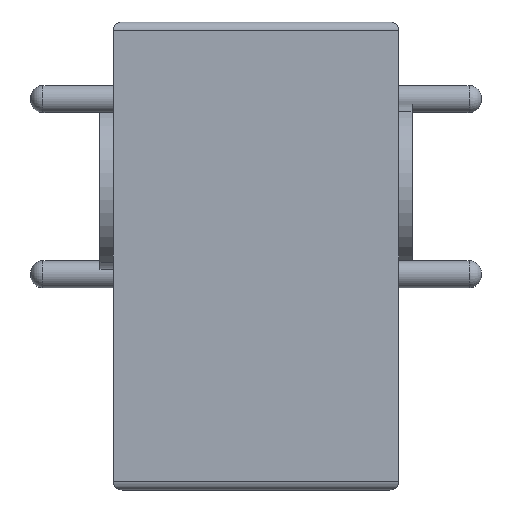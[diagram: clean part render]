
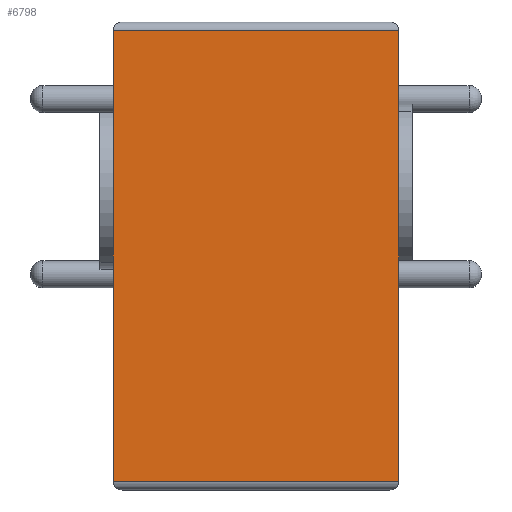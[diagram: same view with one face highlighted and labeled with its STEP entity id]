
A CAD part, front view. The second image highlights one B-rep face of the part: STEP entity #6798.
In plain terms, the highlighted planar face has unit normal (0, -1, 0).
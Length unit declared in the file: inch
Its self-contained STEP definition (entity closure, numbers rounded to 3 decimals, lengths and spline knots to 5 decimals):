
#246 = VECTOR ( 'NONE', #5395, 39.37008 ) ;
#413 = CARTESIAN_POINT ( 'NONE',  ( -0.32433, -0.37598, -0.68898 ) ) ;
#457 = CARTESIAN_POINT ( 'NONE',  ( 0.35433, -0.37598, -0.66898 ) ) ;
#780 = VERTEX_POINT ( 'NONE', #3945 ) ;
#786 = VECTOR ( 'NONE', #7635, 39.37008 ) ;
#1027 = FACE_OUTER_BOUND ( 'NONE', #1312, .T. ) ;
#1036 = ORIENTED_EDGE ( 'NONE', *, *, #4310, .T. ) ;
#1312 = EDGE_LOOP ( 'NONE', ( #8618, #6847, #10337, #1036 ) ) ;
#3376 = CARTESIAN_POINT ( 'NONE',  ( -0.32433, -0.37598, -0.66898 ) ) ;
#3495 = CARTESIAN_POINT ( 'NONE',  ( 0.35433, -0.37598, 0.37402 ) ) ;
#3940 = CARTESIAN_POINT ( 'NONE',  ( 0.35433, -0.37598, 0.35402 ) ) ;
#3945 = CARTESIAN_POINT ( 'NONE',  ( -0.32433, -0.37598, 0.35402 ) ) ;
#4044 = CARTESIAN_POINT ( 'NONE',  ( 0.32433, -0.37598, -0.66898 ) ) ;
#4310 = EDGE_CURVE ( 'NONE', #4534, #5250, #7537, .T. ) ;
#4534 = VERTEX_POINT ( 'NONE', #3376 ) ;
#4675 = LINE ( 'NONE', #7726, #4734 ) ;
#4693 = EDGE_CURVE ( 'NONE', #7760, #5250, #4675, .T. ) ;
#4734 = VECTOR ( 'NONE', #9467, 39.37008 ) ;
#5169 = LINE ( 'NONE', #413, #9912 ) ;
#5250 = VERTEX_POINT ( 'NONE', #4044 ) ;
#5395 = DIRECTION ( 'NONE',  ( -1., 0., 0. ) ) ;
#6798 = ADVANCED_FACE ( 'NONE', ( #1027 ), #9961, .F. ) ;
#6847 = ORIENTED_EDGE ( 'NONE', *, *, #9229, .T. ) ;
#7329 = DIRECTION ( 'NONE',  ( 0., 0., 1. ) ) ;
#7537 = LINE ( 'NONE', #457, #786 ) ;
#7540 = DIRECTION ( 'NONE',  ( 0., 1., 0. ) ) ;
#7635 = DIRECTION ( 'NONE',  ( 1., 0., 0. ) ) ;
#7726 = CARTESIAN_POINT ( 'NONE',  ( 0.32433, -0.37598, 0.37402 ) ) ;
#7760 = VERTEX_POINT ( 'NONE', #9515 ) ;
#7924 = LINE ( 'NONE', #3940, #246 ) ;
#8276 = DIRECTION ( 'NONE',  ( 0., 0., 1. ) ) ;
#8618 = ORIENTED_EDGE ( 'NONE', *, *, #4693, .F. ) ;
#9077 = AXIS2_PLACEMENT_3D ( 'NONE', #3495, #7540, #7329 ) ;
#9229 = EDGE_CURVE ( 'NONE', #7760, #780, #7924, .T. ) ;
#9467 = DIRECTION ( 'NONE',  ( 0., 0., -1. ) ) ;
#9515 = CARTESIAN_POINT ( 'NONE',  ( 0.32433, -0.37598, 0.35402 ) ) ;
#9554 = EDGE_CURVE ( 'NONE', #4534, #780, #5169, .T. ) ;
#9912 = VECTOR ( 'NONE', #8276, 39.37008 ) ;
#9961 = PLANE ( 'NONE',  #9077 ) ;
#10337 = ORIENTED_EDGE ( 'NONE', *, *, #9554, .F. ) ;
